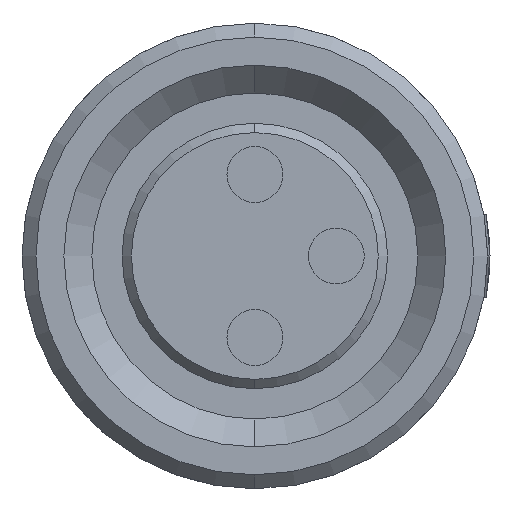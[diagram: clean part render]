
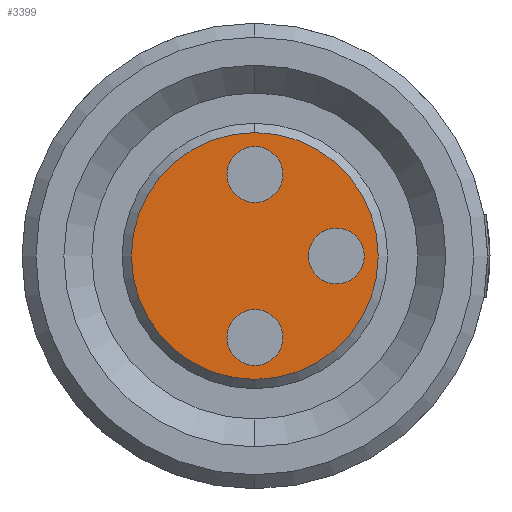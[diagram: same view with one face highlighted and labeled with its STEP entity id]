
A CAD part, left-side view. The second image highlights one B-rep face of the part: STEP entity #3399.
In plain terms, the highlighted planar face has unit normal (-1, 0, 0).
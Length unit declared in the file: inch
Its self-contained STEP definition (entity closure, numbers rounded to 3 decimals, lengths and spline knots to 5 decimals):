
#46 = CARTESIAN_POINT ( 'NONE',  ( -0.77756, -0.0689, 0.02362 ) ) ;
#67 = FACE_BOUND ( 'NONE', #659, .T. ) ;
#75 = EDGE_LOOP ( 'NONE', ( #499, #2095 ) ) ;
#180 = CARTESIAN_POINT ( 'NONE',  ( -0.77756, 0., 0.04528 ) ) ;
#240 = CARTESIAN_POINT ( 'NONE',  ( -0.77756, 0., 0.0689 ) ) ;
#257 = AXIS2_PLACEMENT_3D ( 'NONE', #1339, #1300, #3235 ) ;
#264 = EDGE_LOOP ( 'NONE', ( #3637, #1889 ) ) ;
#363 = DIRECTION ( 'NONE',  ( 0., 0., -1. ) ) ;
#446 = AXIS2_PLACEMENT_3D ( 'NONE', #1289, #3767, #363 ) ;
#499 = ORIENTED_EDGE ( 'NONE', *, *, #695, .F. ) ;
#527 = VERTEX_POINT ( 'NONE', #1965 ) ;
#533 = FACE_OUTER_BOUND ( 'NONE', #75, .T. ) ;
#590 = CIRCLE ( 'NONE', #2981, 0.02362 ) ;
#659 = EDGE_LOOP ( 'NONE', ( #1549, #2517 ) ) ;
#695 = EDGE_CURVE ( 'NONE', #724, #2477, #3294, .T. ) ;
#704 = CARTESIAN_POINT ( 'NONE',  ( -0.77756, 0., -0.09252 ) ) ;
#710 = CIRCLE ( 'NONE', #446, 0.02362 ) ;
#715 = CIRCLE ( 'NONE', #2973, 0.02362 ) ;
#724 = VERTEX_POINT ( 'NONE', #2161 ) ;
#733 = DIRECTION ( 'NONE',  ( 0., 0., -1. ) ) ;
#814 = DIRECTION ( 'NONE',  ( 0., 0., -1. ) ) ;
#917 = DIRECTION ( 'NONE',  ( 1., 0., 0. ) ) ;
#971 = DIRECTION ( 'NONE',  ( 0., 0., -1. ) ) ;
#1105 = CIRCLE ( 'NONE', #2391, 0.02362 ) ;
#1127 = PLANE ( 'NONE',  #3563 ) ;
#1289 = CARTESIAN_POINT ( 'NONE',  ( -0.77756, 0., -0.0689 ) ) ;
#1300 = DIRECTION ( 'NONE',  ( 1., 0., 0. ) ) ;
#1310 = CIRCLE ( 'NONE', #3434, 0.02362 ) ;
#1339 = CARTESIAN_POINT ( 'NONE',  ( -0.77756, 0., 0. ) ) ;
#1405 = CARTESIAN_POINT ( 'NONE',  ( -0.77756, 0., 0.10433 ) ) ;
#1472 = EDGE_CURVE ( 'NONE', #527, #1991, #710, .T. ) ;
#1491 = DIRECTION ( 'NONE',  ( 1., 0., 0. ) ) ;
#1512 = CARTESIAN_POINT ( 'NONE',  ( -0.77756, -0.0689, 0. ) ) ;
#1549 = ORIENTED_EDGE ( 'NONE', *, *, #1754, .T. ) ;
#1754 = EDGE_CURVE ( 'NONE', #1991, #527, #715, .T. ) ;
#1880 = AXIS2_PLACEMENT_3D ( 'NONE', #2755, #2775, #2110 ) ;
#1889 = ORIENTED_EDGE ( 'NONE', *, *, #2684, .T. ) ;
#1915 = CARTESIAN_POINT ( 'NONE',  ( -0.77756, 0., 0.09252 ) ) ;
#1965 = CARTESIAN_POINT ( 'NONE',  ( -0.77756, 0., -0.04528 ) ) ;
#1991 = VERTEX_POINT ( 'NONE', #704 ) ;
#2095 = ORIENTED_EDGE ( 'NONE', *, *, #3021, .F. ) ;
#2110 = DIRECTION ( 'NONE',  ( 0., 0., -1. ) ) ;
#2161 = CARTESIAN_POINT ( 'NONE',  ( -0.77756, 0., -0.10433 ) ) ;
#2169 = VERTEX_POINT ( 'NONE', #180 ) ;
#2296 = ORIENTED_EDGE ( 'NONE', *, *, #3413, .T. ) ;
#2316 = EDGE_LOOP ( 'NONE', ( #2296, #2706 ) ) ;
#2317 = DIRECTION ( 'NONE',  ( 0., 0., 1. ) ) ;
#2338 = CARTESIAN_POINT ( 'NONE',  ( -0.77756, 0., 0.0561 ) ) ;
#2391 = AXIS2_PLACEMENT_3D ( 'NONE', #240, #1491, #814 ) ;
#2477 = VERTEX_POINT ( 'NONE', #1405 ) ;
#2517 = ORIENTED_EDGE ( 'NONE', *, *, #1472, .T. ) ;
#2526 = CIRCLE ( 'NONE', #257, 0.10433 ) ;
#2684 = EDGE_CURVE ( 'NONE', #3354, #2169, #3770, .T. ) ;
#2689 = EDGE_CURVE ( 'NONE', #3741, #3941, #590, .T. ) ;
#2706 = ORIENTED_EDGE ( 'NONE', *, *, #2689, .T. ) ;
#2718 = CARTESIAN_POINT ( 'NONE',  ( -0.77756, -0.0689, -0.02362 ) ) ;
#2755 = CARTESIAN_POINT ( 'NONE',  ( -0.77756, 0., 0.0689 ) ) ;
#2775 = DIRECTION ( 'NONE',  ( 1., 0., 0. ) ) ;
#2854 = DIRECTION ( 'NONE',  ( 1., 0., 0. ) ) ;
#2973 = AXIS2_PLACEMENT_3D ( 'NONE', #3201, #2854, #733 ) ;
#2981 = AXIS2_PLACEMENT_3D ( 'NONE', #1512, #917, #3700 ) ;
#3021 = EDGE_CURVE ( 'NONE', #2477, #724, #2526, .T. ) ;
#3116 = CARTESIAN_POINT ( 'NONE',  ( -0.77756, 0., 0. ) ) ;
#3170 = FACE_BOUND ( 'NONE', #264, .T. ) ;
#3201 = CARTESIAN_POINT ( 'NONE',  ( -0.77756, 0., -0.0689 ) ) ;
#3230 = CARTESIAN_POINT ( 'NONE',  ( -0.77756, -0.0689, 0. ) ) ;
#3235 = DIRECTION ( 'NONE',  ( 0., 0., -1. ) ) ;
#3294 = CIRCLE ( 'NONE', #3428, 0.10433 ) ;
#3354 = VERTEX_POINT ( 'NONE', #1915 ) ;
#3399 = ADVANCED_FACE ( 'NONE', ( #3773, #67, #3170, #533 ), #1127, .T. ) ;
#3413 = EDGE_CURVE ( 'NONE', #3941, #3741, #1310, .T. ) ;
#3428 = AXIS2_PLACEMENT_3D ( 'NONE', #3116, #3469, #971 ) ;
#3434 = AXIS2_PLACEMENT_3D ( 'NONE', #3230, #3601, #3955 ) ;
#3469 = DIRECTION ( 'NONE',  ( 1., 0., 0. ) ) ;
#3563 = AXIS2_PLACEMENT_3D ( 'NONE', #2338, #3582, #2317 ) ;
#3582 = DIRECTION ( 'NONE',  ( -1., 0., 0. ) ) ;
#3601 = DIRECTION ( 'NONE',  ( 1., 0., 0. ) ) ;
#3637 = ORIENTED_EDGE ( 'NONE', *, *, #3926, .T. ) ;
#3700 = DIRECTION ( 'NONE',  ( 0., 0., -1. ) ) ;
#3741 = VERTEX_POINT ( 'NONE', #46 ) ;
#3767 = DIRECTION ( 'NONE',  ( 1., 0., 0. ) ) ;
#3770 = CIRCLE ( 'NONE', #1880, 0.02362 ) ;
#3773 = FACE_BOUND ( 'NONE', #2316, .T. ) ;
#3926 = EDGE_CURVE ( 'NONE', #2169, #3354, #1105, .T. ) ;
#3941 = VERTEX_POINT ( 'NONE', #2718 ) ;
#3955 = DIRECTION ( 'NONE',  ( 0., 0., -1. ) ) ;
